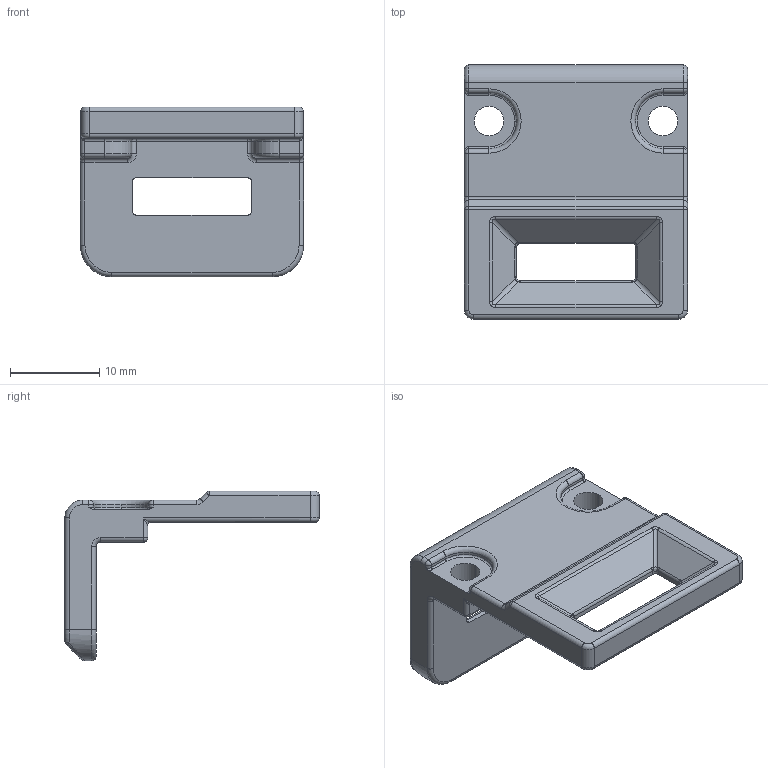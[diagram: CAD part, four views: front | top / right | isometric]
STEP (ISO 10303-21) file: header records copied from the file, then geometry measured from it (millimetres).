
FILE_DESCRIPTION (( 'STEP AP214' ), '1' );
FILE_NAME ('140179-SS.STEP', '2015-08-11T15:02:34', ( '' ), ( '' ), 'SwSTEP 2.0', 'SolidWorks 2014', '' );
FILE_SCHEMA (( 'AUTOMOTIVE_DESIGN' ));
Length unit declared in the file: inch
Products named in the file (1): 140179-SS
Bounding box: 25 x 28.5 x 19 mm (x, y, z)
Volume: 2646.1 mm3; surface area: 2520 mm2
Topology: 1 solids, 1 shells, 216 faces, 511 edges, 287 vertices
Faces by surface type: cylinder 96, bspline 40, plane 39, torus 31, sphere 10
Entity records: 6695 total; most frequent: CARTESIAN_POINT 1981, ORIENTED_EDGE 1002, DIRECTION 991, EDGE_CURVE 501, AXIS2_PLACEMENT_3D 397, VERTEX_POINT 287, EDGE_LOOP 224, CIRCLE 220
